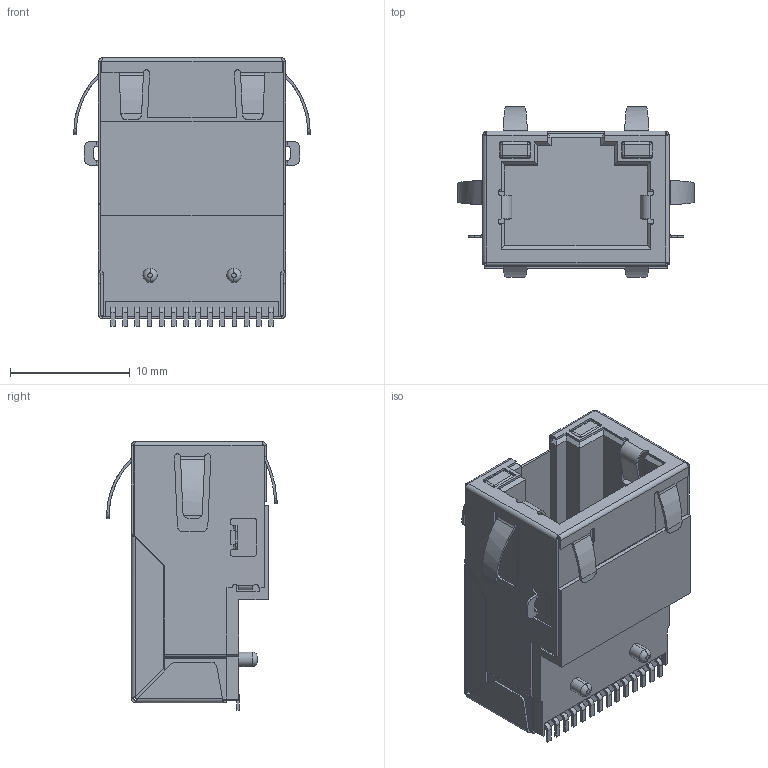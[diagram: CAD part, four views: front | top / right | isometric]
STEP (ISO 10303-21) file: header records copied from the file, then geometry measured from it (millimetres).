
FILE_DESCRIPTION (( 'STEP AP214' ), '1' );
FILE_NAME ('7498111120R.STEP', '2019-08-27T17:42:01', ( '' ), ( '' ), 'SwSTEP 2.0', 'SolidWorks 2017', '' );
FILE_SCHEMA (( 'AUTOMOTIVE_DESIGN' ));
Length unit declared in the file: inch
Products named in the file (1): 7498111120R
Bounding box: 19.75 x 14.26 x 22.48 mm (x, y, z)
Volume: 2532.7 mm3; surface area: 3865.5 mm2
Topology: 18 solids, 18 shells, 680 faces, 1706 edges, 1054 vertices
Faces by surface type: plane 450, cylinder 204, bspline 22, torus 4
Entity records: 20709 total; most frequent: CARTESIAN_POINT 4435, ORIENTED_EDGE 3396, DIRECTION 3212, EDGE_CURVE 1698, VECTOR 1262, LINE 1262, VERTEX_POINT 1054, AXIS2_PLACEMENT_3D 975
